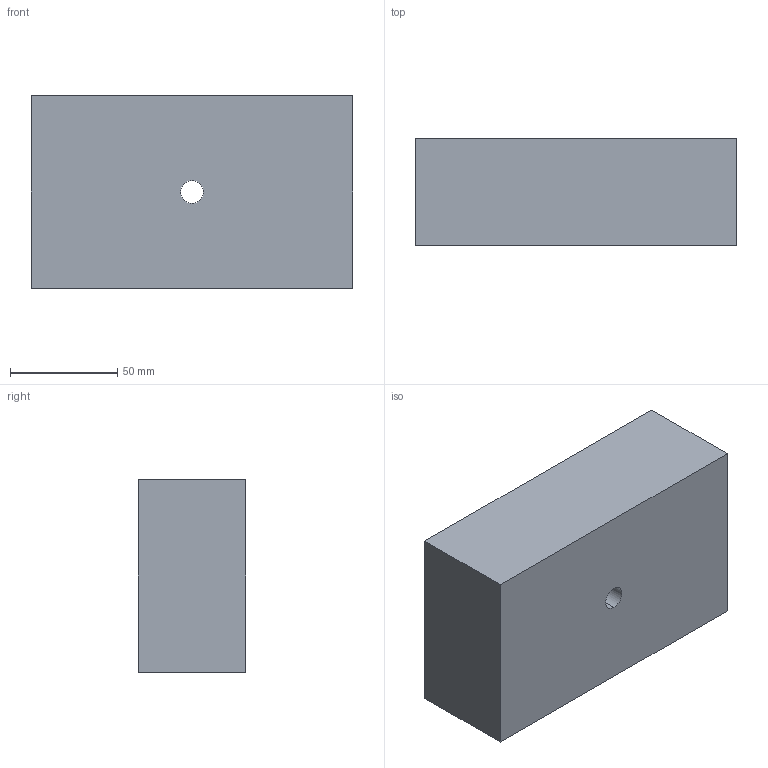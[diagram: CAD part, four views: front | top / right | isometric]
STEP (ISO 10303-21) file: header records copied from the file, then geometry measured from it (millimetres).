
FILE_DESCRIPTION (( 'STEP AP214' ), '1' );
FILE_NAME ('threads cubic.STEP', '2021-05-13T17:18:58', ( '' ), ( '' ), 'SwSTEP 2.0', 'SolidWorks 2019', '' );
FILE_SCHEMA (( 'AUTOMOTIVE_DESIGN' ));
Length unit declared in the file: millimetre
Products named in the file (1): threads cubic
Bounding box: 150 x 50 x 90 mm (x, y, z)
Volume: 654979.1 mm3; surface area: 58387.5 mm2
Topology: 1 solids, 1 shells, 34 faces, 77 edges, 48 vertices
Faces by surface type: plane 32, cylinder 2
Entity records: 963 total; most frequent: CARTESIAN_POINT 160, ORIENTED_EDGE 154, DIRECTION 151, EDGE_CURVE 77, LINE 73, VECTOR 73, VERTEX_POINT 48, AXIS2_PLACEMENT_3D 39
